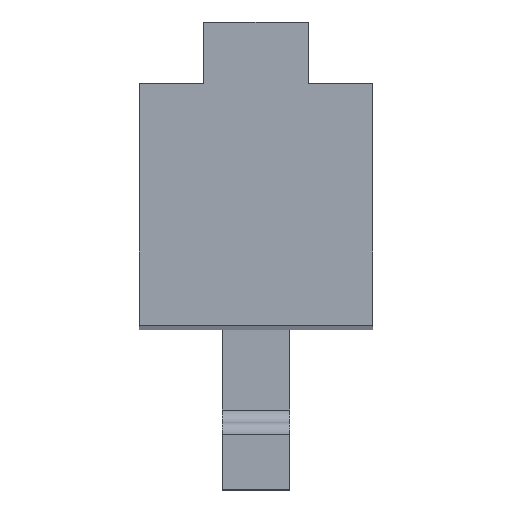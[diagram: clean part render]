
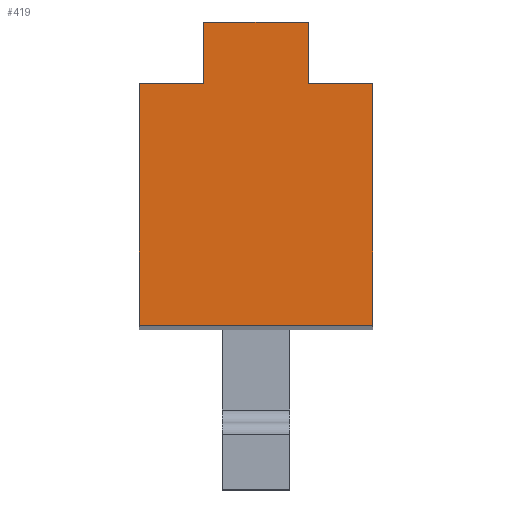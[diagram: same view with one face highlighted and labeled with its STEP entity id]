
A CAD part, top view. The second image highlights one B-rep face of the part: STEP entity #419.
In plain terms, the highlighted planar face has unit normal (0, 0, 1).
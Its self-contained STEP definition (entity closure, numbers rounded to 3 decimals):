
#1=DIRECTION('',(0.,-1.,0.));
#2=VECTOR('',#1,1.962);
#3=CARTESIAN_POINT('',(-0.95,1.,0.));
#4=LINE('',#3,#2);
#25=DIRECTION('',(1.,0.,0.));
#26=VECTOR('',#25,0.525);
#27=CARTESIAN_POINT('',(-0.95,1.,0.));
#28=LINE('',#27,#26);
#29=DIRECTION('',(1.,0.,0.));
#30=VECTOR('',#29,0.85);
#31=CARTESIAN_POINT('',(-0.425,1.5,0.));
#32=LINE('',#31,#30);
#33=DIRECTION('',(1.,0.,0.));
#34=VECTOR('',#33,0.525);
#35=CARTESIAN_POINT('',(0.425,1.,0.));
#36=LINE('',#35,#34);
#61=DIRECTION('',(0.,-1.,0.));
#62=VECTOR('',#61,0.5);
#63=CARTESIAN_POINT('',(-0.425,1.5,0.));
#64=LINE('',#63,#62);
#65=DIRECTION('',(0.,-1.,0.));
#66=VECTOR('',#65,0.5);
#67=CARTESIAN_POINT('',(0.425,1.5,0.));
#68=LINE('',#67,#66);
#165=DIRECTION('',(1.,0.,0.));
#166=VECTOR('',#165,1.9);
#167=CARTESIAN_POINT('',(-0.95,-0.962,0.));
#168=LINE('',#167,#166);
#177=DIRECTION('',(0.,-1.,0.));
#178=VECTOR('',#177,1.962);
#179=CARTESIAN_POINT('',(0.95,1.,0.));
#180=LINE('',#179,#178);
#285=CARTESIAN_POINT('',(-0.95,1.,0.));
#286=CARTESIAN_POINT('',(-0.95,-0.962,0.));
#287=VERTEX_POINT('',#285);
#288=VERTEX_POINT('',#286);
#297=CARTESIAN_POINT('',(0.95,1.,0.));
#298=CARTESIAN_POINT('',(0.95,-0.962,0.));
#299=VERTEX_POINT('',#297);
#300=VERTEX_POINT('',#298);
#330=CARTESIAN_POINT('',(-0.425,1.5,0.));
#332=VERTEX_POINT('',#330);
#334=CARTESIAN_POINT('',(0.425,1.5,0.));
#336=VERTEX_POINT('',#334);
#337=CARTESIAN_POINT('',(-0.425,1.,0.));
#339=VERTEX_POINT('',#337);
#341=CARTESIAN_POINT('',(0.425,1.,0.));
#343=VERTEX_POINT('',#341);
#397=CARTESIAN_POINT('',(-0.95,1.,0.));
#398=DIRECTION('',(0.,0.,1.));
#399=DIRECTION('',(0.,-1.,0.));
#400=AXIS2_PLACEMENT_3D('',#397,#398,#399);
#401=PLANE('',#400);
#403=ORIENTED_EDGE('',*,*,#402,.T.);
#405=ORIENTED_EDGE('',*,*,#404,.F.);
#407=ORIENTED_EDGE('',*,*,#406,.T.);
#409=ORIENTED_EDGE('',*,*,#408,.T.);
#411=ORIENTED_EDGE('',*,*,#410,.T.);
#413=ORIENTED_EDGE('',*,*,#412,.T.);
#415=ORIENTED_EDGE('',*,*,#414,.F.);
#416=ORIENTED_EDGE('',*,*,#382,.F.);
#417=EDGE_LOOP('',(#403,#405,#407,#409,#411,#413,#415,#416));
#418=FACE_OUTER_BOUND('',#417,.F.);
#382=EDGE_CURVE('',#287,#288,#4,.T.);
#402=EDGE_CURVE('',#287,#339,#28,.T.);
#404=EDGE_CURVE('',#332,#339,#64,.T.);
#406=EDGE_CURVE('',#332,#336,#32,.T.);
#408=EDGE_CURVE('',#336,#343,#68,.T.);
#410=EDGE_CURVE('',#343,#299,#36,.T.);
#412=EDGE_CURVE('',#299,#300,#180,.T.);
#414=EDGE_CURVE('',#288,#300,#168,.T.);
#419=ADVANCED_FACE('',(#418),#401,.T.);
